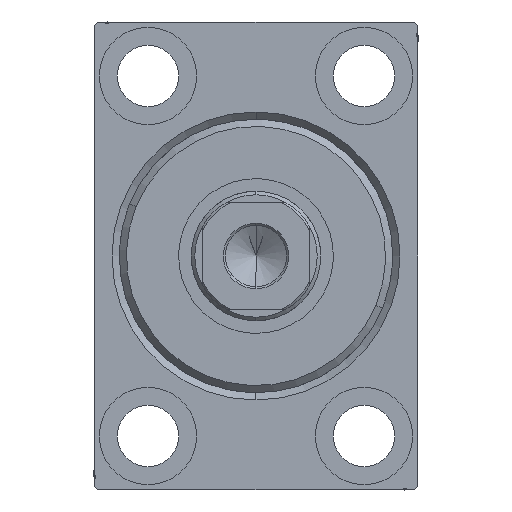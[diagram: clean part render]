
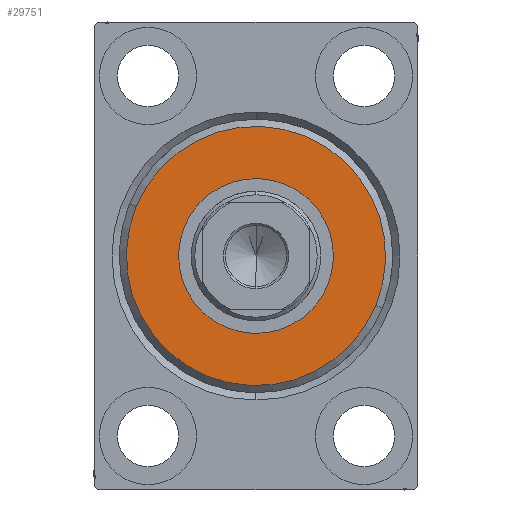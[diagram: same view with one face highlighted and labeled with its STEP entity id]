
A CAD part, left-side view. The second image highlights one B-rep face of the part: STEP entity #29751.
In plain terms, the highlighted face is planar.
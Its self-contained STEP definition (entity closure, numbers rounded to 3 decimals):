
#944 = AXIS2_PLACEMENT_3D ( 'NONE', #31038, #17073, #20893 ) ;
#2977 = CARTESIAN_POINT ( 'NONE',  ( 3., 0., -18. ) ) ;
#3937 = CARTESIAN_POINT ( 'NONE',  ( 3., 0., 0. ) ) ;
#5058 = CIRCLE ( 'NONE', #33870, 10.75 ) ;
#5680 = DIRECTION ( 'NONE',  ( -1., 0., 0. ) ) ;
#6322 = ORIENTED_EDGE ( 'NONE', *, *, #15209, .T. ) ;
#6409 = PLANE ( 'NONE',  #32859 ) ;
#7767 = ORIENTED_EDGE ( 'NONE', *, *, #38285, .T. ) ;
#8100 = DIRECTION ( 'NONE',  ( -1., 0., 0. ) ) ;
#8433 = VERTEX_POINT ( 'NONE', #33834 ) ;
#9520 = VERTEX_POINT ( 'NONE', #11450 ) ;
#9588 = FACE_BOUND ( 'NONE', #28460, .T. ) ;
#9775 = VERTEX_POINT ( 'NONE', #2977 ) ;
#10809 = DIRECTION ( 'NONE',  ( 0., 0., -1. ) ) ;
#11450 = CARTESIAN_POINT ( 'NONE',  ( 3., 0., 10.75 ) ) ;
#11518 = EDGE_CURVE ( 'NONE', #9775, #27124, #27497, .T. ) ;
#12746 = FACE_OUTER_BOUND ( 'NONE', #38631, .T. ) ;
#15209 = EDGE_CURVE ( 'NONE', #27124, #9775, #33254, .T. ) ;
#16161 = ORIENTED_EDGE ( 'NONE', *, *, #11518, .T. ) ;
#16346 = CARTESIAN_POINT ( 'NONE',  ( 3., 0., 0. ) ) ;
#17073 = DIRECTION ( 'NONE',  ( 1., 0., 0. ) ) ;
#18531 = DIRECTION ( 'NONE',  ( 0., 0., -1. ) ) ;
#20168 = DIRECTION ( 'NONE',  ( 0., 0., -1. ) ) ;
#20851 = DIRECTION ( 'NONE',  ( 0., 0., -1. ) ) ;
#20893 = DIRECTION ( 'NONE',  ( 0., 0., -1. ) ) ;
#24428 = AXIS2_PLACEMENT_3D ( 'NONE', #36565, #5680, #18531 ) ;
#24908 = DIRECTION ( 'NONE',  ( 1., 0., 0. ) ) ;
#27124 = VERTEX_POINT ( 'NONE', #44132 ) ;
#27332 = CIRCLE ( 'NONE', #24428, 10.75 ) ;
#27497 = CIRCLE ( 'NONE', #40451, 18. ) ;
#28460 = EDGE_LOOP ( 'NONE', ( #35693, #7767 ) ) ;
#29751 = ADVANCED_FACE ( 'NONE', ( #12746, #9588 ), #6409, .T. ) ;
#31038 = CARTESIAN_POINT ( 'NONE',  ( 3., 0., 0. ) ) ;
#32859 = AXIS2_PLACEMENT_3D ( 'NONE', #16346, #40906, #20168 ) ;
#33254 = CIRCLE ( 'NONE', #944, 18. ) ;
#33834 = CARTESIAN_POINT ( 'NONE',  ( 3., 0., -10.75 ) ) ;
#33870 = AXIS2_PLACEMENT_3D ( 'NONE', #38542, #8100, #10809 ) ;
#35693 = ORIENTED_EDGE ( 'NONE', *, *, #40642, .T. ) ;
#36565 = CARTESIAN_POINT ( 'NONE',  ( 3., 0., 0. ) ) ;
#38285 = EDGE_CURVE ( 'NONE', #8433, #9520, #27332, .T. ) ;
#38542 = CARTESIAN_POINT ( 'NONE',  ( 3., 0., 0. ) ) ;
#38631 = EDGE_LOOP ( 'NONE', ( #6322, #16161 ) ) ;
#40451 = AXIS2_PLACEMENT_3D ( 'NONE', #3937, #24908, #20851 ) ;
#40642 = EDGE_CURVE ( 'NONE', #9520, #8433, #5058, .T. ) ;
#40906 = DIRECTION ( 'NONE',  ( 1., 0., 0. ) ) ;
#44132 = CARTESIAN_POINT ( 'NONE',  ( 3., 0., 18. ) ) ;
